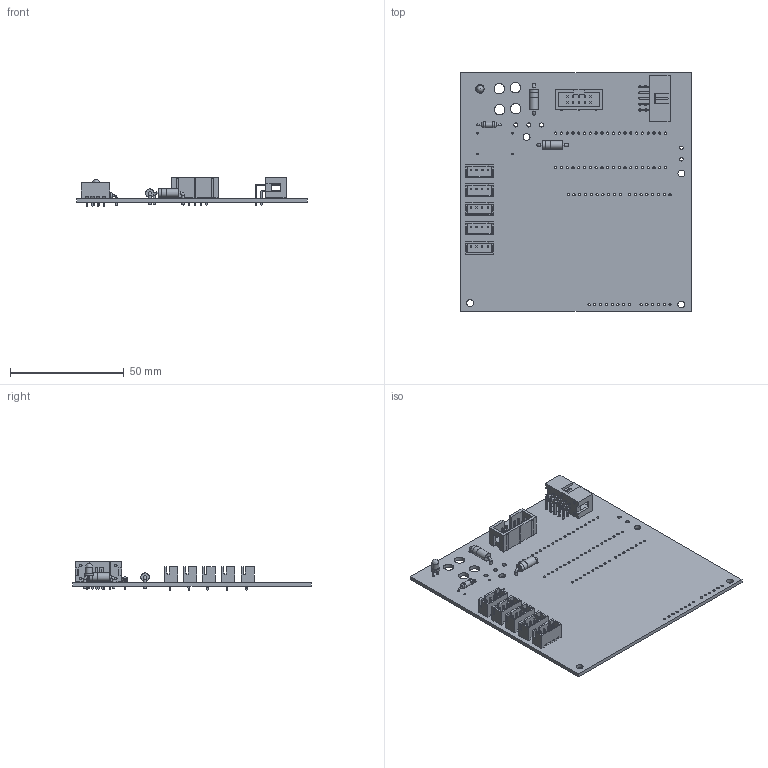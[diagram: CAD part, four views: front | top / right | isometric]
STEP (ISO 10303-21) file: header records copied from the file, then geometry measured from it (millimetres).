
FILE_DESCRIPTION(('KiCad electronic assembly'),'2;1');
FILE_NAME('Placa conjunta.step','2023-08-16T22:20:10',('Pcbnew'),( 'Kicad'),'Open CASCADE STEP processor 7.6','KiCad to STEP converter' ,'Unknown');
FILE_SCHEMA(('AUTOMOTIVE_DESIGN { 1 0 10303 214 1 1 1 1 }'));
Length unit declared in the file: millimetre
Products named in the file (14): Placa conjunta 1; IDC-Header_2x05_P2.54mm_Horizontal; SOLID; D_5W_P12.70mm_Horizontal; IDC-Header_2x05_P2.54mm_Vertical; JST_XH_B4B-XH-A_1x04_P2.50mm_Vertical; R_Axial_DIN0207_L6.3mm_D2.5mm_P10.16mm_Horizontal; LED_D3.0mm; _autosave-Placa conjunta PCB
Assembly tree (18 placements, depth 3):
  Placa conjunta 1
    IDC-Header_2x05_P2.54mm_Horizontal
      SOLID
    D_5W_P12.70mm_Horizontal  x2
      SOLID
    IDC-Header_2x05_P2.54mm_Vertical
      SOLID
    JST_XH_B4B-XH-A_1x04_P2.50mm_Vertical  x5
      SOLID
    R_Axial_DIN0207_L6.3mm_D2.5mm_P10.16mm_Horizontal
      SOLID
    LED_D3.0mm
      SOLID
    _autosave-Placa conjunta PCB
Bounding box: 101.4 x 104.75 x 12.5 mm (x, y, z)
Volume: 19818.1 mm3; surface area: 28881.5 mm2
Topology: 12 solids, 12 shells, 1385 faces, 3502 edges, 2234 vertices
Faces by surface type: bspline 1242, cylinder 137, plane 6
Full cylindrical faces by diameter (mm): 0.762 x4, 0.8 x2, 0.9 x2, 0.95 x20, 1 x92, 1.4 x4, 1.52 x2, 1.8 x3, 3 x4, 4.572 x4
Entity records: 52487 total; most frequent: CARTESIAN_POINT 18102, B_SPLINE_CURVE_WITH_KNOTS 4537, ORIENTED_EDGE 4016, PCURVE 4016, DEFINITIONAL_REPRESENTATION 4016, EDGE_CURVE 2008, SURFACE_CURVE 1837, DIRECTION 1593
